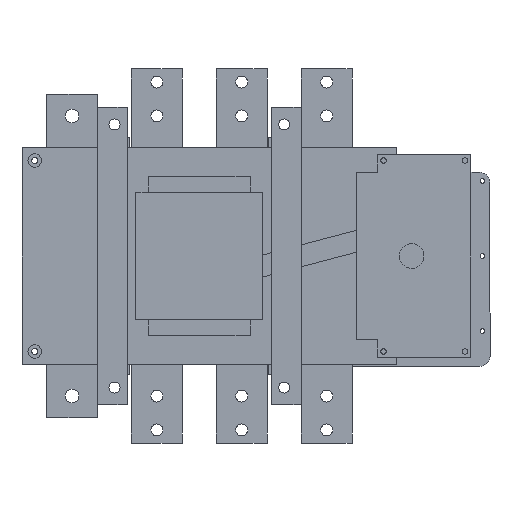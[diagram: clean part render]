
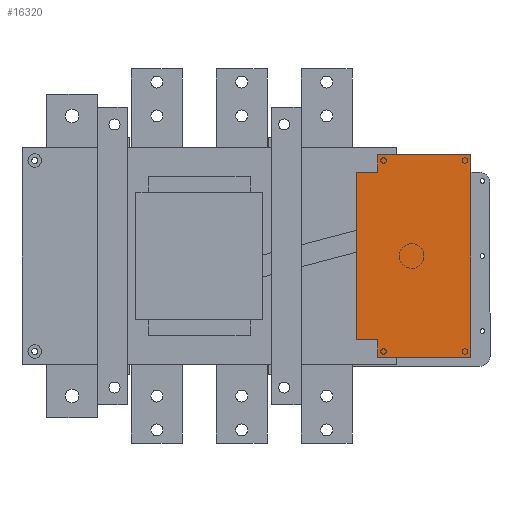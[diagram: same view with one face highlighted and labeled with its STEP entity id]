
A CAD part, front view. The second image highlights one B-rep face of the part: STEP entity #16320.
In plain terms, the highlighted planar face has unit normal (0, -1, 0).
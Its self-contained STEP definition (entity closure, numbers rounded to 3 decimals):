
#16041=CARTESIAN_POINT('',(419.,-157.5,29.));
#16042=VERTEX_POINT('',#16041);
#16049=CARTESIAN_POINT('',(394.,-157.5,29.));
#16050=VERTEX_POINT('',#16049);
#16051=CARTESIAN_POINT('',(419.,-157.5,29.));
#16052=DIRECTION('',(-1.0,0.0,0.0));
#16053=VECTOR('',#16052,25.0);
#16054=LINE('',#16051,#16053);
#16055=EDGE_CURVE('',#16042,#16050,#16054,.T.);
#16079=CARTESIAN_POINT('',(419.,-157.5,8.));
#16080=VERTEX_POINT('',#16079);
#16087=CARTESIAN_POINT('',(419.,-157.5,8.));
#16088=DIRECTION('',(0.0,0.0,1.0));
#16089=VECTOR('',#16088,21.);
#16090=LINE('',#16087,#16089);
#16091=EDGE_CURVE('',#16080,#16042,#16090,.T.);
#16110=CARTESIAN_POINT('',(529.,-157.5,8.));
#16111=VERTEX_POINT('',#16110);
#16118=CARTESIAN_POINT('',(529.,-157.5,8.));
#16119=DIRECTION('',(-1.0,0.0,0.0));
#16120=VECTOR('',#16119,110.0);
#16121=LINE('',#16118,#16120);
#16122=EDGE_CURVE('',#16111,#16080,#16121,.T.);
#16141=CARTESIAN_POINT('',(529.,-157.5,247.));
#16142=VERTEX_POINT('',#16141);
#16149=CARTESIAN_POINT('',(529.,-157.5,247.));
#16150=DIRECTION('',(0.0,0.0,-1.0));
#16151=VECTOR('',#16150,239.);
#16152=LINE('',#16149,#16151);
#16153=EDGE_CURVE('',#16142,#16111,#16152,.T.);
#16172=CARTESIAN_POINT('',(419.,-157.5,247.));
#16173=VERTEX_POINT('',#16172);
#16180=CARTESIAN_POINT('',(419.,-157.5,247.));
#16181=DIRECTION('',(1.0,0.0,0.0));
#16182=VECTOR('',#16181,110.0);
#16183=LINE('',#16180,#16182);
#16184=EDGE_CURVE('',#16173,#16142,#16183,.T.);
#16203=CARTESIAN_POINT('',(419.,-157.5,226.));
#16204=VERTEX_POINT('',#16203);
#16211=CARTESIAN_POINT('',(419.,-157.5,226.));
#16212=DIRECTION('',(0.0,0.0,1.0));
#16213=VECTOR('',#16212,21.);
#16214=LINE('',#16211,#16213);
#16215=EDGE_CURVE('',#16204,#16173,#16214,.T.);
#16234=CARTESIAN_POINT('',(394.,-157.5,226.));
#16235=VERTEX_POINT('',#16234);
#16242=CARTESIAN_POINT('',(394.,-157.5,226.));
#16243=DIRECTION('',(1.0,0.0,0.0));
#16244=VECTOR('',#16243,25.0);
#16245=LINE('',#16242,#16244);
#16246=EDGE_CURVE('',#16235,#16204,#16245,.T.);
#16264=CARTESIAN_POINT('',(394.,-157.5,29.));
#16265=DIRECTION('',(0.0,0.0,1.0));
#16266=VECTOR('',#16265,197.);
#16267=LINE('',#16264,#16266);
#16268=EDGE_CURVE('',#16050,#16235,#16267,.T.);
#16305=CARTESIAN_POINT('',(434.973,-157.5,247.));
#16306=DIRECTION('',(0.0,1.0,0.0));
#16307=DIRECTION('',(0.0,0.0,1.0));
#16308=AXIS2_PLACEMENT_3D('',#16305,#16306,#16307);
#16309=PLANE('',#16308);
#16310=ORIENTED_EDGE('',*,*,#16246,.F.);
#16311=ORIENTED_EDGE('',*,*,#16268,.F.);
#16312=ORIENTED_EDGE('',*,*,#16055,.F.);
#16313=ORIENTED_EDGE('',*,*,#16091,.F.);
#16314=ORIENTED_EDGE('',*,*,#16122,.F.);
#16315=ORIENTED_EDGE('',*,*,#16153,.F.);
#16316=ORIENTED_EDGE('',*,*,#16184,.F.);
#16317=ORIENTED_EDGE('',*,*,#16215,.F.);
#16318=EDGE_LOOP('',(#16310,#16311,#16312,#16313,#16314,#16315,#16316,#16317));
#16319=FACE_OUTER_BOUND('',#16318,.T.);
#16320=ADVANCED_FACE('',(#16319),#16309,.F.);
